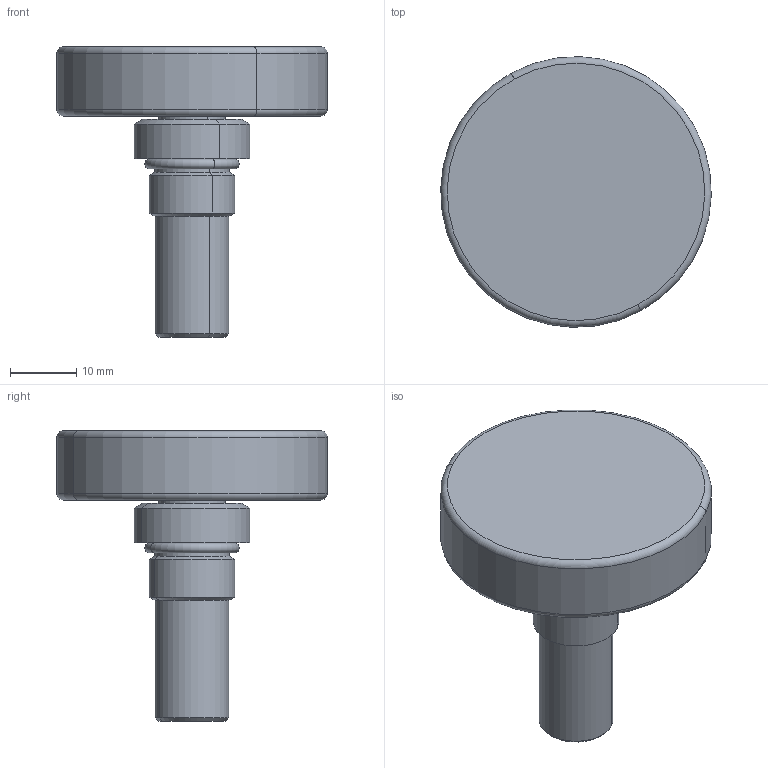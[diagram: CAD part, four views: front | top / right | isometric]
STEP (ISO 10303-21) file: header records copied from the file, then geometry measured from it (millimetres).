
FILE_DESCRIPTION(('CATIA V5 STEP Exchange'),'2;1');
FILE_NAME('STEP_688002_-_TST.stp','2018-12-11T10:07:50+00:00',('none'),('none'),'CATIA Version 5-6 Release 2016 SP4','CATIA V5 STEP AP203','none');
FILE_SCHEMA(('CONFIG_CONTROL_DESIGN'));
Length unit declared in the file: millimetre
Products named in the file (1): 688002 - TST
Bounding box: 40.99 x 40.99 x 44 mm (x, y, z)
Volume: 18213.6 mm3; surface area: 5623.7 mm2
Topology: 1 solids, 1 shells, 31 faces, 60 edges, 34 vertices
Faces by surface type: cylinder 12, cone 8, torus 6, plane 5
Entity records: 726 total; most frequent: ORIENTED_EDGE 120, CARTESIAN_POINT 113, DIRECTION 96, EDGE_CURVE 60, AXIS2_PLACEMENT_3D 59, CIRCLE 40, EDGE_LOOP 34, VERTEX_POINT 34
